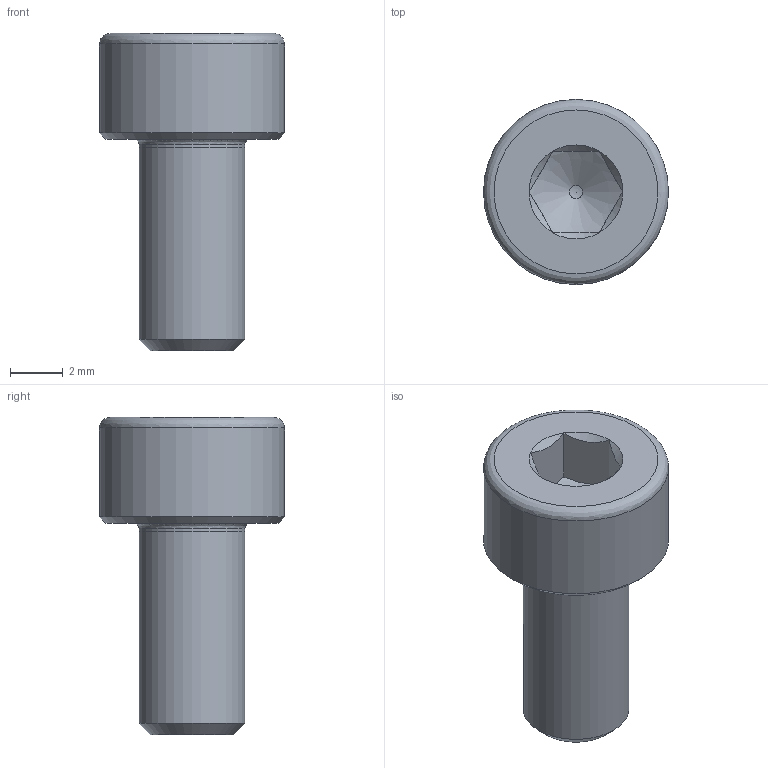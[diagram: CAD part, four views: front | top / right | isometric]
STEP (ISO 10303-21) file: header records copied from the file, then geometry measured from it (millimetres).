
FILE_DESCRIPTION(('FreeCAD Model'),'2;1');
FILE_NAME('Open CASCADE Shape Model','2021-10-25T14:40:17',('Author'),( ''),'Open CASCADE STEP processor 7.4','FreeCAD','Unknown');
FILE_SCHEMA(('AUTOMOTIVE_DESIGN { 1 0 10303 214 1 1 1 1 }'));
Length unit declared in the file: millimetre
Products named in the file (1): M4x8-Screw
Bounding box: 7 x 7 x 12 mm (x, y, z)
Volume: 232.1 mm3; surface area: 277 mm2
Topology: 1 solids, 1 shells, 19 faces, 40 edges, 24 vertices
Faces by surface type: plane 9, cone 4, cylinder 3, revolution 2, sphere 1
Full cylindrical faces by diameter (mm): 4 x2, 7 x1
Entity records: 541 total; most frequent: DIRECTION 107, CARTESIAN_POINT 85, ORIENTED_EDGE 78, AXIS2_PLACEMENT_3D 46, EDGE_CURVE 39, VERTEX_POINT 24, FACE_BOUND 21, EDGE_LOOP 21
